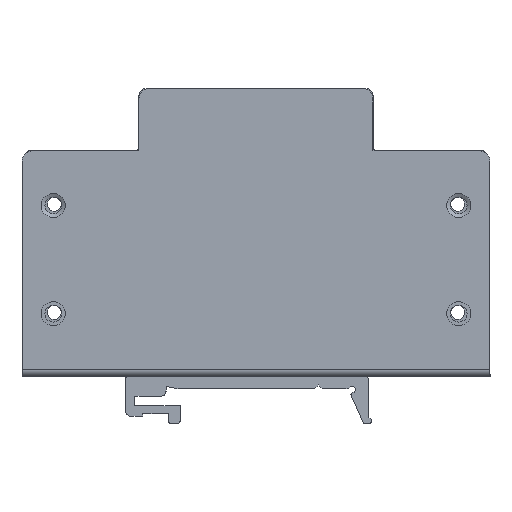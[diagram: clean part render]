
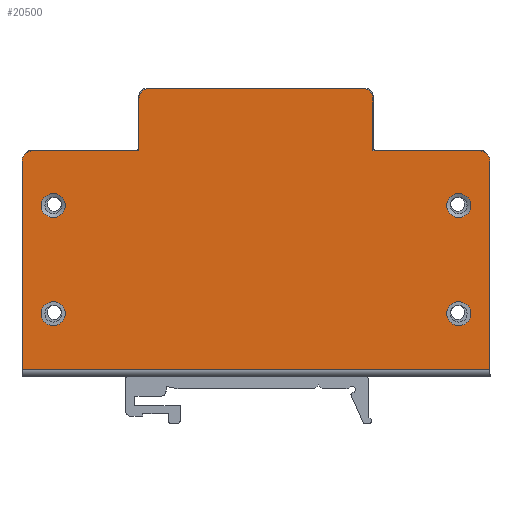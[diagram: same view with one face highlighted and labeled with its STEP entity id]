
A CAD part, left-side view. The second image highlights one B-rep face of the part: STEP entity #20500.
In plain terms, the highlighted planar face has unit normal (-1, 0, 0).
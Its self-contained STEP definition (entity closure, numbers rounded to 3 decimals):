
#76=FACE_BOUND('',#2643,.T.);
#77=FACE_BOUND('',#2644,.T.);
#78=FACE_BOUND('',#2645,.T.);
#79=FACE_BOUND('',#2646,.T.);
#964=PLANE('',#21649);
#1604=FACE_OUTER_BOUND('',#2642,.T.);
#2642=EDGE_LOOP('',(#14661,#14662,#14663,#14664,#14665,#14666,#14667,#14668,
#14669,#14670,#14671,#14672));
#2643=EDGE_LOOP('',(#14673));
#2644=EDGE_LOOP('',(#14674));
#2645=EDGE_LOOP('',(#14675));
#2646=EDGE_LOOP('',(#14676));
#4443=CIRCLE('',#21595,2.31);
#4446=CIRCLE('',#21599,2.31);
#4449=CIRCLE('',#21603,2.31);
#4452=CIRCLE('',#21607,2.31);
#4484=CIRCLE('',#21650,2.);
#4485=CIRCLE('',#21651,2.);
#4486=CIRCLE('',#21652,2.);
#4487=CIRCLE('',#21653,2.);
#5391=LINE('',#30672,#7448);
#5392=LINE('',#30675,#7449);
#5403=LINE('',#30720,#7460);
#5404=LINE('',#30722,#7461);
#5405=LINE('',#30726,#7462);
#5406=LINE('',#30730,#7463);
#5407=LINE('',#30732,#7464);
#5408=LINE('',#30735,#7465);
#7448=VECTOR('',#23764,10.);
#7449=VECTOR('',#23767,10.);
#7460=VECTOR('',#23808,10.);
#7461=VECTOR('',#23809,10.);
#7462=VECTOR('',#23812,10.);
#7463=VECTOR('',#23815,10.);
#7464=VECTOR('',#23816,10.);
#7465=VECTOR('',#23819,10.);
#9503=VERTEX_POINT('',#30585);
#9506=VERTEX_POINT('',#30593);
#9509=VERTEX_POINT('',#30601);
#9512=VERTEX_POINT('',#30609);
#9533=VERTEX_POINT('',#30665);
#9536=VERTEX_POINT('',#30670);
#9537=VERTEX_POINT('',#30674);
#9555=VERTEX_POINT('',#30717);
#9556=VERTEX_POINT('',#30719);
#9557=VERTEX_POINT('',#30721);
#9558=VERTEX_POINT('',#30723);
#9559=VERTEX_POINT('',#30725);
#9560=VERTEX_POINT('',#30727);
#9561=VERTEX_POINT('',#30729);
#9562=VERTEX_POINT('',#30731);
#9563=VERTEX_POINT('',#30733);
#11469=EDGE_CURVE('',#9503,#9503,#4443,.T.);
#11473=EDGE_CURVE('',#9506,#9506,#4446,.T.);
#11477=EDGE_CURVE('',#9509,#9509,#4449,.T.);
#11481=EDGE_CURVE('',#9512,#9512,#4452,.T.);
#11512=EDGE_CURVE('',#9533,#9536,#5391,.T.);
#11513=EDGE_CURVE('',#9537,#9533,#5392,.T.);
#11535=EDGE_CURVE('',#9536,#9555,#4484,.T.);
#11536=EDGE_CURVE('',#9555,#9556,#5403,.T.);
#11537=EDGE_CURVE('',#9556,#9557,#5404,.T.);
#11538=EDGE_CURVE('',#9557,#9558,#4485,.T.);
#11539=EDGE_CURVE('',#9558,#9559,#5405,.T.);
#11540=EDGE_CURVE('',#9559,#9560,#4486,.T.);
#11541=EDGE_CURVE('',#9560,#9561,#5406,.T.);
#11542=EDGE_CURVE('',#9561,#9562,#5407,.T.);
#11543=EDGE_CURVE('',#9562,#9563,#4487,.T.);
#11544=EDGE_CURVE('',#9563,#9537,#5408,.T.);
#14661=ORIENTED_EDGE('',*,*,#11513,.T.);
#14662=ORIENTED_EDGE('',*,*,#11512,.T.);
#14663=ORIENTED_EDGE('',*,*,#11535,.T.);
#14664=ORIENTED_EDGE('',*,*,#11536,.T.);
#14665=ORIENTED_EDGE('',*,*,#11537,.T.);
#14666=ORIENTED_EDGE('',*,*,#11538,.T.);
#14667=ORIENTED_EDGE('',*,*,#11539,.T.);
#14668=ORIENTED_EDGE('',*,*,#11540,.T.);
#14669=ORIENTED_EDGE('',*,*,#11541,.T.);
#14670=ORIENTED_EDGE('',*,*,#11542,.T.);
#14671=ORIENTED_EDGE('',*,*,#11543,.T.);
#14672=ORIENTED_EDGE('',*,*,#11544,.T.);
#14673=ORIENTED_EDGE('',*,*,#11469,.T.);
#14674=ORIENTED_EDGE('',*,*,#11473,.T.);
#14675=ORIENTED_EDGE('',*,*,#11477,.T.);
#14676=ORIENTED_EDGE('',*,*,#11481,.T.);
#20500=ADVANCED_FACE('',(#1604,#76,#77,#78,#79),#964,.T.);
#21595=AXIS2_PLACEMENT_3D('',#30586,#23671,#23672);
#21599=AXIS2_PLACEMENT_3D('',#30594,#23680,#23681);
#21603=AXIS2_PLACEMENT_3D('',#30602,#23689,#23690);
#21607=AXIS2_PLACEMENT_3D('',#30610,#23698,#23699);
#21649=AXIS2_PLACEMENT_3D('',#30716,#23804,#23805);
#21650=AXIS2_PLACEMENT_3D('',#30718,#23806,#23807);
#21651=AXIS2_PLACEMENT_3D('',#30724,#23810,#23811);
#21652=AXIS2_PLACEMENT_3D('',#30728,#23813,#23814);
#21653=AXIS2_PLACEMENT_3D('',#30734,#23817,#23818);
#23671=DIRECTION('center_axis',(1.,0.,0.));
#23672=DIRECTION('ref_axis',(0.,-1.,0.));
#23680=DIRECTION('center_axis',(1.,0.,0.));
#23681=DIRECTION('ref_axis',(0.,-1.,0.));
#23689=DIRECTION('center_axis',(1.,0.,0.));
#23690=DIRECTION('ref_axis',(0.,-1.,0.));
#23698=DIRECTION('center_axis',(1.,0.,0.));
#23699=DIRECTION('ref_axis',(0.,-1.,0.));
#23764=DIRECTION('',(0.,0.,-1.));
#23767=DIRECTION('',(0.,1.,0.));
#23804=DIRECTION('center_axis',(-1.,0.,0.));
#23805=DIRECTION('ref_axis',(0.,0.,
1.));
#23806=DIRECTION('center_axis',(-1.,0.,0.));
#23807=DIRECTION('ref_axis',(0.,1.,0.));
#23808=DIRECTION('',(0.,-1.,0.));
#23809=DIRECTION('',(0.,0.,-1.));
#23810=DIRECTION('center_axis',(-1.,0.,0.));
#23811=DIRECTION('ref_axis',(0.,1.,0.));
#23812=DIRECTION('',(0.,-1.,0.));
#23813=DIRECTION('center_axis',(-1.,0.,0.));
#23814=DIRECTION('ref_axis',(0.,0.,
-1.));
#23815=DIRECTION('',(0.,0.,1.));
#23816=DIRECTION('',(0.,-1.,0.));
#23817=DIRECTION('center_axis',(-1.,0.,0.));
#23818=DIRECTION('ref_axis',(0.,0.,
-1.));
#23819=DIRECTION('',(0.,0.,1.));
#30585=CARTESIAN_POINT('',(53.785,86.31,-31.907));
#30586=CARTESIAN_POINT('Origin',(53.785,84.,-31.907));
#30593=CARTESIAN_POINT('',(53.785,8.31,-11.107));
#30594=CARTESIAN_POINT('Origin',(53.785,6.,-11.107));
#30601=CARTESIAN_POINT('',(53.785,8.31,-31.907));
#30602=CARTESIAN_POINT('Origin',(53.785,6.,-31.907));
#30609=CARTESIAN_POINT('',(53.785,86.31,-11.107));
#30610=CARTESIAN_POINT('Origin',(53.785,84.,-11.107));
#30665=CARTESIAN_POINT('',(53.785,90.,-0.4));
#30670=CARTESIAN_POINT('',(53.785,90.,-40.407));
#30672=CARTESIAN_POINT('',(53.785,90.,248.585));
#30674=CARTESIAN_POINT('',(53.785,0.,-0.4));
#30675=CARTESIAN_POINT('',(53.785,22.5,-0.4));
#30716=CARTESIAN_POINT('Origin',(53.785,45.,104.089));
#30717=CARTESIAN_POINT('',(53.785,88.,-42.407));
#30718=CARTESIAN_POINT('Origin',(53.785,88.,-40.407));
#30719=CARTESIAN_POINT('',(53.785,67.5,-42.407));
#30720=CARTESIAN_POINT('',(53.785,88.,-42.407));
#30721=CARTESIAN_POINT('',(53.785,67.5,-52.407));
#30722=CARTESIAN_POINT('',(53.785,67.5,-42.407));
#30723=CARTESIAN_POINT('',(53.785,65.5,-54.407));
#30724=CARTESIAN_POINT('Origin',(53.785,65.5,-52.407));
#30725=CARTESIAN_POINT('',(53.785,24.5,-54.407));
#30726=CARTESIAN_POINT('',(53.785,65.5,-54.407));
#30727=CARTESIAN_POINT('',(53.785,22.5,-52.407));
#30728=CARTESIAN_POINT('Origin',(53.785,24.5,-52.407));
#30729=CARTESIAN_POINT('',(53.785,22.5,-42.407));
#30730=CARTESIAN_POINT('',(53.785,22.5,-52.407));
#30731=CARTESIAN_POINT('',(53.785,2.,-42.407));
#30732=CARTESIAN_POINT('',(53.785,22.5,-42.407));
#30733=CARTESIAN_POINT('',(53.785,0.,-40.407));
#30734=CARTESIAN_POINT('Origin',(53.785,2.,-40.407));
#30735=CARTESIAN_POINT('',(53.785,0.,-40.407));
